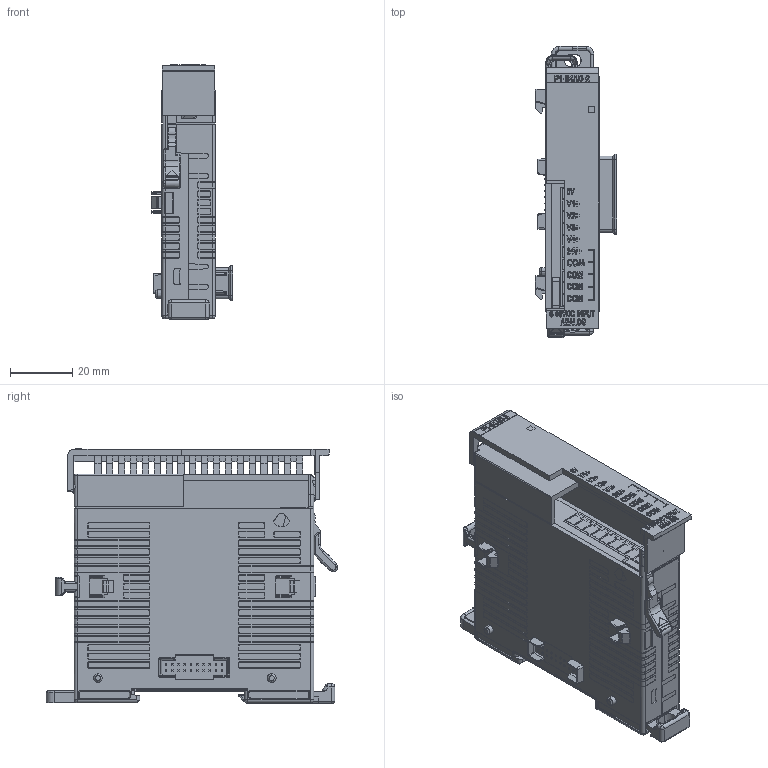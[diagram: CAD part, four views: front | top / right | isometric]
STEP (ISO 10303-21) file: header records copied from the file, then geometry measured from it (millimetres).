
FILE_DESCRIPTION (( 'STEP AP214' ), '1' );
FILE_NAME ('P1-04AD-2 DIN Coord fxt.STEP', '2023-03-15T13:05:54', ( '' ), ( '' ), 'SwSTEP 2.0', 'SolidWorks 2021', '' );
FILE_SCHEMA (( 'AUTOMOTIVE_DESIGN' ));
Products named in the file (1): P1-04AD-2 DIN Coord fxt
Bounding box: 26.25 x 93.64 x 81.74 mm (x, y, z)
Volume: 91605.1 mm3; surface area: 30706.1 mm2
Topology: 5 solids, 5 shells, 4777 faces, 12634 edges, 8132 vertices
Faces by surface type: plane 2609, bspline 1091, cylinder 1031, torus 22, cone 17, sphere 7
Entity records: 173057 total; most frequent: CARTESIAN_POINT 62607, ORIENTED_EDGE 25226, DIRECTION 19234, EDGE_CURVE 12613, VERTEX_POINT 8132, VECTOR 8032, LINE 8032, AXIS2_PLACEMENT_3D 5601
